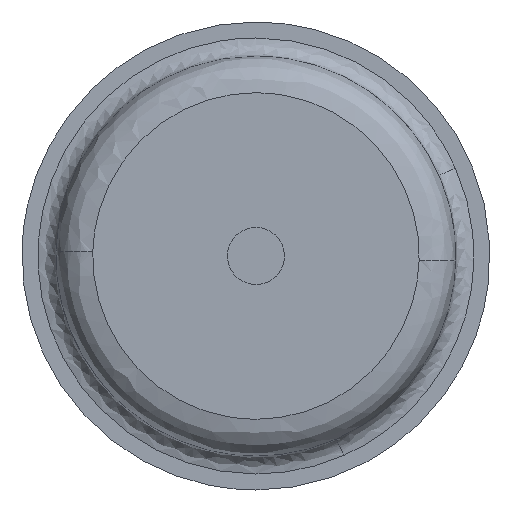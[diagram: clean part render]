
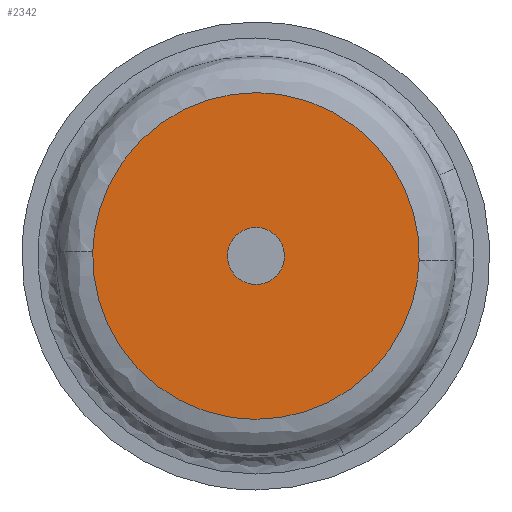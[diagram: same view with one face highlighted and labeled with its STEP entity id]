
A CAD part, front view. The second image highlights one B-rep face of the part: STEP entity #2342.
In plain terms, the highlighted free-form (B-spline) face has degree [1, 1] with [2, 2] control points.
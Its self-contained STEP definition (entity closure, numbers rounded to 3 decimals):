
#1495=CARTESIAN_POINT('',(1.241,-5.5,-0.148));
#1496=VERTEX_POINT('',#1495);
#1497=CARTESIAN_POINT('',(0.0,-5.5,1.25));
#1498=VERTEX_POINT('',#1497);
#1499=CARTESIAN_POINT('',(1.241,-5.5,-0.148));
#1500=CARTESIAN_POINT('',(1.25,-5.5,-0.074));
#1501=CARTESIAN_POINT('',(1.25,-5.5,0.));
#1502=CARTESIAN_POINT('',(1.25,-5.5,1.25));
#1503=CARTESIAN_POINT('',(0.0,-5.5,1.25));
#1511=(BOUNDED_CURVE()B_SPLINE_CURVE(2,(#1499,#1500,#1501,#1502,#1503),.UNSPECIFIED.,.F.,.U.)B_SPLINE_CURVE_WITH_KNOTS((3,2,3),(0.23,0.25,0.5),.UNSPECIFIED.)CURVE()GEOMETRIC_REPRESENTATION_ITEM()RATIONAL_B_SPLINE_CURVE((0.956,0.976,1.0,0.707,1.0))REPRESENTATION_ITEM(''));
#1512=EDGE_CURVE('',#1496,#1498,#1511,.T.);
#1514=CARTESIAN_POINT('',(-1.248,-5.5,0.076));
#1515=VERTEX_POINT('',#1514);
#1516=CARTESIAN_POINT('',(0.0,-5.5,1.25));
#1517=CARTESIAN_POINT('',(-1.176,-5.5,1.25));
#1518=CARTESIAN_POINT('',(-1.248,-5.5,0.076));
#1526=(BOUNDED_CURVE()B_SPLINE_CURVE(2,(#1516,#1517,#1518),.UNSPECIFIED.,.F.,.U.)B_SPLINE_CURVE_WITH_KNOTS((3,3),(0.5,0.739),.UNSPECIFIED.)CURVE()GEOMETRIC_REPRESENTATION_ITEM()RATIONAL_B_SPLINE_CURVE((1.0,0.72,0.976))REPRESENTATION_ITEM(''));
#1527=EDGE_CURVE('',#1498,#1515,#1526,.T.);
#1594=CARTESIAN_POINT('',(0.0,-5.5,-1.25));
#1595=VERTEX_POINT('',#1594);
#1596=CARTESIAN_POINT('',(0.0,-5.5,-1.25));
#1597=CARTESIAN_POINT('',(1.11,-5.5,-1.25));
#1598=CARTESIAN_POINT('',(1.241,-5.5,-0.148));
#1606=(BOUNDED_CURVE()B_SPLINE_CURVE(2,(#1596,#1597,#1598),.UNSPECIFIED.,.F.,.U.)B_SPLINE_CURVE_WITH_KNOTS((3,3),(0.0,0.23),.UNSPECIFIED.)CURVE()GEOMETRIC_REPRESENTATION_ITEM()RATIONAL_B_SPLINE_CURVE((1.0,0.731,0.956))REPRESENTATION_ITEM(''));
#1607=EDGE_CURVE('',#1595,#1496,#1606,.T.);
#1641=CARTESIAN_POINT('',(-1.248,-5.5,0.076));
#1642=CARTESIAN_POINT('',(-1.25,-5.5,0.038));
#1643=CARTESIAN_POINT('',(-1.25,-5.5,0.));
#1644=CARTESIAN_POINT('',(-1.25,-5.5,-1.25));
#1645=CARTESIAN_POINT('',(0.0,-5.5,-1.25));
#1653=(BOUNDED_CURVE()B_SPLINE_CURVE(2,(#1641,#1642,#1643,#1644,#1645),.UNSPECIFIED.,.F.,.U.)B_SPLINE_CURVE_WITH_KNOTS((3,2,3),(0.739,0.75,1.0),.UNSPECIFIED.)CURVE()GEOMETRIC_REPRESENTATION_ITEM()RATIONAL_B_SPLINE_CURVE((0.976,0.988,1.0,0.707,1.0))REPRESENTATION_ITEM(''));
#1654=EDGE_CURVE('',#1515,#1595,#1653,.T.);
#2015=CARTESIAN_POINT('',(7.148,-5.5,-0.18));
#2016=VERTEX_POINT('',#2015);
#2030=CARTESIAN_POINT('',(0.0,-5.5,-7.15));
#2031=VERTEX_POINT('',#2030);
#2032=CARTESIAN_POINT('',(0.0,-5.5,-7.15));
#2033=CARTESIAN_POINT('',(6.973,-5.5,-7.15));
#2034=CARTESIAN_POINT('',(7.148,-5.5,-0.18));
#2042=(BOUNDED_CURVE()B_SPLINE_CURVE(2,(#2032,#2033,#2034),.UNSPECIFIED.,.F.,.U.)B_SPLINE_CURVE_WITH_KNOTS((3,3),(0.0,0.246),.UNSPECIFIED.)CURVE()GEOMETRIC_REPRESENTATION_ITEM()RATIONAL_B_SPLINE_CURVE((1.0,0.712,0.99))REPRESENTATION_ITEM(''));
#2043=EDGE_CURVE('',#2031,#2016,#2042,.T.);
#2045=CARTESIAN_POINT('',(-7.148,-5.5,0.18));
#2046=VERTEX_POINT('',#2045);
#2047=CARTESIAN_POINT('',(-7.148,-5.5,0.18));
#2048=CARTESIAN_POINT('',(-7.15,-5.5,0.09));
#2049=CARTESIAN_POINT('',(-7.15,-5.5,0.));
#2050=CARTESIAN_POINT('',(-7.15,-5.5,-7.15));
#2051=CARTESIAN_POINT('',(0.0,-5.5,-7.15));
#2059=(BOUNDED_CURVE()B_SPLINE_CURVE(2,(#2047,#2048,#2049,#2050,#2051),.UNSPECIFIED.,.F.,.U.)B_SPLINE_CURVE_WITH_KNOTS((3,2,3),(0.746,0.75,1.0),.UNSPECIFIED.)CURVE()GEOMETRIC_REPRESENTATION_ITEM()RATIONAL_B_SPLINE_CURVE((0.99,0.995,1.0,0.707,1.0))REPRESENTATION_ITEM(''));
#2060=EDGE_CURVE('',#2046,#2031,#2059,.T.);
#2104=CARTESIAN_POINT('',(0.0,-5.5,7.15));
#2105=VERTEX_POINT('',#2104);
#2106=CARTESIAN_POINT('',(0.0,-5.5,7.15));
#2107=CARTESIAN_POINT('',(-6.973,-5.5,7.15));
#2108=CARTESIAN_POINT('',(-7.148,-5.5,0.18));
#2116=(BOUNDED_CURVE()B_SPLINE_CURVE(2,(#2106,#2107,#2108),.UNSPECIFIED.,.F.,.U.)B_SPLINE_CURVE_WITH_KNOTS((3,3),(0.5,0.746),.UNSPECIFIED.)CURVE()GEOMETRIC_REPRESENTATION_ITEM()RATIONAL_B_SPLINE_CURVE((1.0,0.712,0.99))REPRESENTATION_ITEM(''));
#2117=EDGE_CURVE('',#2105,#2046,#2116,.T.);
#2119=CARTESIAN_POINT('',(7.148,-5.5,-0.18));
#2120=CARTESIAN_POINT('',(7.15,-5.5,-0.09));
#2121=CARTESIAN_POINT('',(7.15,-5.5,0.));
#2122=CARTESIAN_POINT('',(7.15,-5.5,7.15));
#2123=CARTESIAN_POINT('',(0.0,-5.5,7.15));
#2131=(BOUNDED_CURVE()B_SPLINE_CURVE(2,(#2119,#2120,#2121,#2122,#2123),.UNSPECIFIED.,.F.,.U.)B_SPLINE_CURVE_WITH_KNOTS((3,2,3),(0.246,0.25,0.5),.UNSPECIFIED.)CURVE()GEOMETRIC_REPRESENTATION_ITEM()RATIONAL_B_SPLINE_CURVE((0.99,0.995,1.0,0.707,1.0))REPRESENTATION_ITEM(''));
#2132=EDGE_CURVE('',#2016,#2105,#2131,.T.);
#2325=CARTESIAN_POINT('',(-7.862,-5.5,7.864));
#2326=CARTESIAN_POINT('',(-7.862,-5.5,-7.864));
#2327=CARTESIAN_POINT('',(7.862,-5.5,7.864));
#2328=CARTESIAN_POINT('',(7.862,-5.5,-7.864));
#2329=B_SPLINE_SURFACE_WITH_KNOTS('',1,1,((#2325,#2327),(#2326,#2328)),.UNSPECIFIED.,.F.,.F.,.U.,(2,2),(2,2),(0.0,15.729),(0.0,15.724),.UNSPECIFIED.);
#2330=ORIENTED_EDGE('',*,*,#2043,.T.);
#2331=ORIENTED_EDGE('',*,*,#2132,.T.);
#2332=ORIENTED_EDGE('',*,*,#2117,.T.);
#2333=ORIENTED_EDGE('',*,*,#2060,.T.);
#2334=EDGE_LOOP('',(#2330,#2331,#2332,#2333));
#2335=FACE_OUTER_BOUND('',#2334,.T.);
#2336=ORIENTED_EDGE('',*,*,#1527,.F.);
#2337=ORIENTED_EDGE('',*,*,#1512,.F.);
#2338=ORIENTED_EDGE('',*,*,#1607,.F.);
#2339=ORIENTED_EDGE('',*,*,#1654,.F.);
#2340=EDGE_LOOP('',(#2336,#2337,#2338,#2339));
#2341=FACE_BOUND('',#2340,.T.);
#2342=ADVANCED_FACE('',(#2335,#2341),#2329,.T.);
